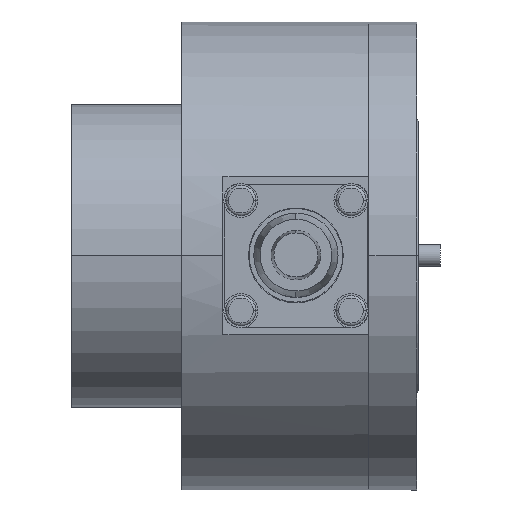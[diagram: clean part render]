
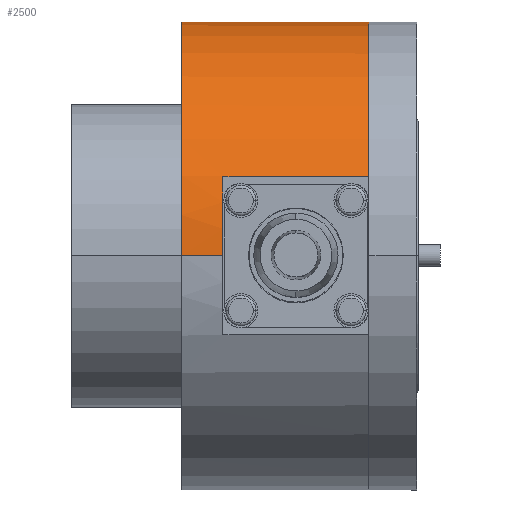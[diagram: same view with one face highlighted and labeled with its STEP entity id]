
A CAD part, top view. The second image highlights one B-rep face of the part: STEP entity #2500.
In plain terms, the highlighted cylindrical face has radius 42.5 mm (diameter 85 mm), a partial arc.
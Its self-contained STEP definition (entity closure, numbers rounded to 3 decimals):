
#2442=CARTESIAN_POINT('',(-20.7,1.325,0.0));
#2443=DIRECTION('',(1.0,0.0,0.0));
#2444=DIRECTION('',(0.0,1.0,0.0));
#2445=AXIS2_PLACEMENT_3D('',#2442,#2443,#2444);
#2446=CYLINDRICAL_SURFACE('',#2445,42.5);
#2447=CARTESIAN_POINT('',(-11.5,43.825,0.0));
#2448=VERTEX_POINT('',#2447);
#2449=CARTESIAN_POINT('',(-19.0,43.825,0.0));
#2450=VERTEX_POINT('',#2449);
#2451=CARTESIAN_POINT('',(-11.5,43.825,0.0));
#2452=DIRECTION('',(-1.0,0.0,0.0));
#2453=VECTOR('',#2452,7.5);
#2454=LINE('',#2451,#2453);
#2455=EDGE_CURVE('',#2448,#2450,#2454,.T.);
#2456=ORIENTED_EDGE('',*,*,#2455,.F.);
#2457=CARTESIAN_POINT('',(-11.5,41.325,-14.361));
#2458=VERTEX_POINT('',#2457);
#2459=CARTESIAN_POINT('',(-11.5,1.325,0.0));
#2460=DIRECTION('',(-1.0,0.0,0.0));
#2461=DIRECTION('',(0.0,1.0,0.0));
#2462=AXIS2_PLACEMENT_3D('',#2459,#2460,#2461);
#2463=CIRCLE('',#2462,42.5);
#2464=EDGE_CURVE('',#2448,#2458,#2463,.T.);
#2465=ORIENTED_EDGE('',*,*,#2464,.T.);
#2466=CARTESIAN_POINT('',(15.0,41.325,-14.361));
#2467=VERTEX_POINT('',#2466);
#2468=CARTESIAN_POINT('',(-11.5,41.325,-14.361));
#2469=DIRECTION('',(1.0,0.0,0.0));
#2470=VECTOR('',#2469,26.5);
#2471=LINE('',#2468,#2470);
#2472=EDGE_CURVE('',#2458,#2467,#2471,.T.);
#2473=ORIENTED_EDGE('',*,*,#2472,.T.);
#2474=CARTESIAN_POINT('',(15.0,-41.175,0.));
#2475=VERTEX_POINT('',#2474);
#2476=CARTESIAN_POINT('',(15.0,1.325,0.0));
#2477=DIRECTION('',(1.0,0.0,0.0));
#2478=DIRECTION('',(0.0,1.0,0.0));
#2479=AXIS2_PLACEMENT_3D('',#2476,#2477,#2478);
#2480=CIRCLE('',#2479,42.5);
#2481=EDGE_CURVE('',#2475,#2467,#2480,.T.);
#2482=ORIENTED_EDGE('',*,*,#2481,.F.);
#2483=CARTESIAN_POINT('',(-19.0,-41.175,0.));
#2484=VERTEX_POINT('',#2483);
#2485=CARTESIAN_POINT('',(15.0,-41.175,0.));
#2486=DIRECTION('',(-1.0,0.0,0.0));
#2487=VECTOR('',#2486,34.0);
#2488=LINE('',#2485,#2487);
#2489=EDGE_CURVE('',#2475,#2484,#2488,.T.);
#2490=ORIENTED_EDGE('',*,*,#2489,.T.);
#2491=CARTESIAN_POINT('',(-19.0,1.325,0.0));
#2492=DIRECTION('',(1.0,0.0,0.0));
#2493=DIRECTION('',(0.0,1.0,0.0));
#2494=AXIS2_PLACEMENT_3D('',#2491,#2492,#2493);
#2495=CIRCLE('',#2494,42.5);
#2496=EDGE_CURVE('',#2484,#2450,#2495,.T.);
#2497=ORIENTED_EDGE('',*,*,#2496,.T.);
#2498=EDGE_LOOP('',(#2456,#2465,#2473,#2482,#2490,#2497));
#2499=FACE_OUTER_BOUND('',#2498,.T.);
#2500=ADVANCED_FACE('',(#2499),#2446,.T.);
